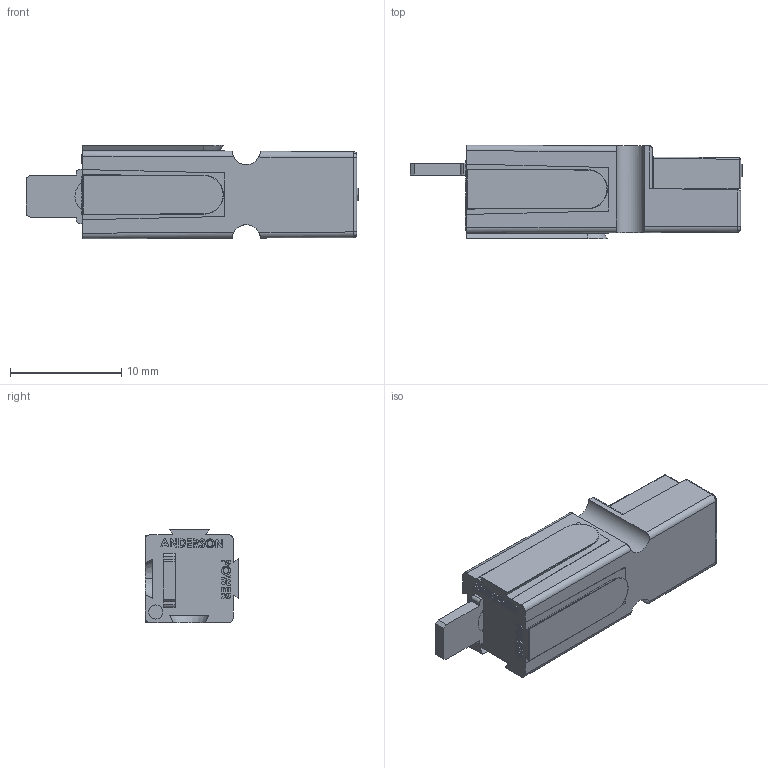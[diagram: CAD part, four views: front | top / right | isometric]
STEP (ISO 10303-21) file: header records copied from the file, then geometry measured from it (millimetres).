
FILE_DESCRIPTION(('FreeCAD Model'),'2;1');
FILE_NAME( 'APP_PP45-ORANGE-PCB.step', '2019-05-16T19:06:00',('Author'),(''), 'Open CASCADE STEP processor 7.2','FreeCAD','Unknown');
FILE_SCHEMA(('AUTOMOTIVE_DESIGN { 1 0 10303 214 1 1 1 1 }'));
Length unit declared in the file: millimetre
Products named in the file (1): 1335G1_IN_HSG
Bounding box: 29.82 x 8.41 x 8.41 mm (x, y, z)
Volume: 1226.4 mm3; surface area: 1174.5 mm2
Topology: 1 solids, 1 shells, 346 faces, 929 edges, 607 vertices
Faces by surface type: plane 231, bspline 57, cylinder 47, cone 6, torus 3, sphere 2
Entity records: 31618 total; most frequent: CARTESIAN_POINT 11640, DIRECTION 2887, LINE 2184, VECTOR 2184, ORIENTED_EDGE 1854, PCURVE 1854, DEFINITIONAL_REPRESENTATION 1854, EDGE_CURVE 927
